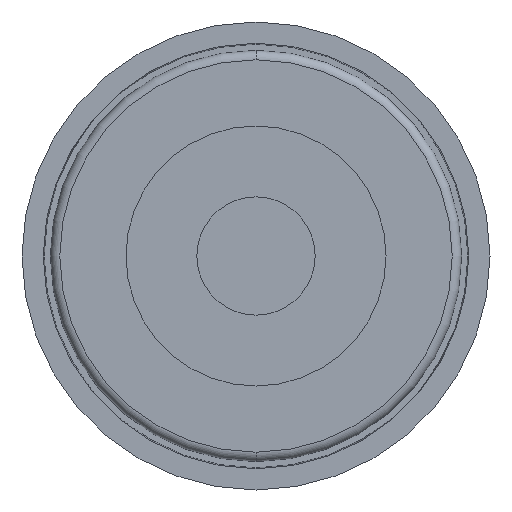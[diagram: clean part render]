
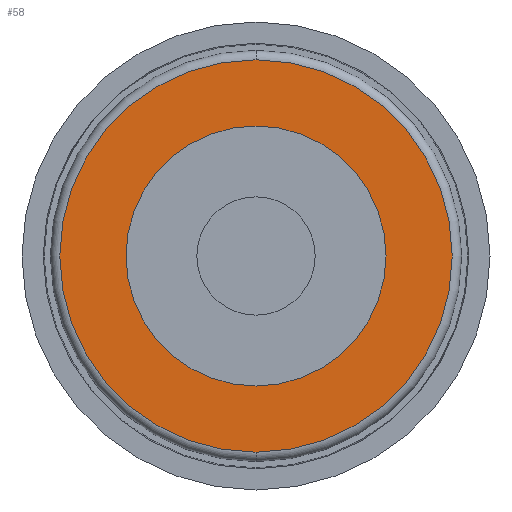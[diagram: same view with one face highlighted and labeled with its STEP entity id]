
A CAD part, front view. The second image highlights one B-rep face of the part: STEP entity #58.
In plain terms, the highlighted planar face has unit normal (0, -1, 0).
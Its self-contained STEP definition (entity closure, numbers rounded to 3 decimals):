
#58 = ADVANCED_FACE ( 'NONE', ( #628, #1316 ), #1036, .T. ) ;
#111 = CARTESIAN_POINT ( 'NONE',  ( 0., -2., -41.5 ) ) ;
#129 = DIRECTION ( 'NONE',  ( 0., 0., -1. ) ) ;
#172 = DIRECTION ( 'NONE',  ( 0., 1., 0. ) ) ;
#192 = AXIS2_PLACEMENT_3D ( 'NONE', #478, #1008, #1706 ) ;
#199 = CARTESIAN_POINT ( 'NONE',  ( 0., -2., 0. ) ) ;
#295 = VERTEX_POINT ( 'NONE', #783 ) ;
#366 = AXIS2_PLACEMENT_3D ( 'NONE', #415, #1500, #129 ) ;
#415 = CARTESIAN_POINT ( 'NONE',  ( 0., -2., 0. ) ) ;
#416 = VERTEX_POINT ( 'NONE', #111 ) ;
#478 = CARTESIAN_POINT ( 'NONE',  ( 27.5, -2., 0. ) ) ;
#479 = DIRECTION ( 'NONE',  ( 0., 1., 0. ) ) ;
#497 = DIRECTION ( 'NONE',  ( 0., 0., -1. ) ) ;
#511 = AXIS2_PLACEMENT_3D ( 'NONE', #1141, #172, #866 ) ;
#517 = AXIS2_PLACEMENT_3D ( 'NONE', #884, #479, #497 ) ;
#523 = VERTEX_POINT ( 'NONE', #1465 ) ;
#543 = EDGE_LOOP ( 'NONE', ( #1760, #1287 ) ) ;
#566 = EDGE_CURVE ( 'NONE', #1067, #416, #1101, .T. ) ;
#628 = FACE_BOUND ( 'NONE', #1486, .T. ) ;
#639 = ORIENTED_EDGE ( 'NONE', *, *, #782, .T. ) ;
#782 = EDGE_CURVE ( 'NONE', #295, #523, #824, .T. ) ;
#783 = CARTESIAN_POINT ( 'NONE',  ( 0., -2., -27.5 ) ) ;
#824 = CIRCLE ( 'NONE', #1189, 27.5 ) ;
#866 = DIRECTION ( 'NONE',  ( 0., 0., -1. ) ) ;
#884 = CARTESIAN_POINT ( 'NONE',  ( 0., -2., 0. ) ) ;
#905 = CIRCLE ( 'NONE', #366, 41.5 ) ;
#1008 = DIRECTION ( 'NONE',  ( 0., -1., 0. ) ) ;
#1036 = PLANE ( 'NONE',  #192 ) ;
#1067 = VERTEX_POINT ( 'NONE', #1682 ) ;
#1101 = CIRCLE ( 'NONE', #511, 41.5 ) ;
#1141 = CARTESIAN_POINT ( 'NONE',  ( 0., -2., 0. ) ) ;
#1185 = EDGE_CURVE ( 'NONE', #523, #295, #1507, .T. ) ;
#1189 = AXIS2_PLACEMENT_3D ( 'NONE', #199, #1284, #1313 ) ;
#1284 = DIRECTION ( 'NONE',  ( 0., 1., 0. ) ) ;
#1287 = ORIENTED_EDGE ( 'NONE', *, *, #566, .F. ) ;
#1313 = DIRECTION ( 'NONE',  ( 0., 0., -1. ) ) ;
#1315 = ORIENTED_EDGE ( 'NONE', *, *, #1185, .T. ) ;
#1316 = FACE_OUTER_BOUND ( 'NONE', #543, .T. ) ;
#1465 = CARTESIAN_POINT ( 'NONE',  ( 0., -2., 27.5 ) ) ;
#1486 = EDGE_LOOP ( 'NONE', ( #639, #1315 ) ) ;
#1500 = DIRECTION ( 'NONE',  ( 0., 1., 0. ) ) ;
#1507 = CIRCLE ( 'NONE', #517, 27.5 ) ;
#1682 = CARTESIAN_POINT ( 'NONE',  ( 0., -2., 41.5 ) ) ;
#1696 = EDGE_CURVE ( 'NONE', #416, #1067, #905, .T. ) ;
#1706 = DIRECTION ( 'NONE',  ( 0., 0., -1. ) ) ;
#1760 = ORIENTED_EDGE ( 'NONE', *, *, #1696, .F. ) ;
